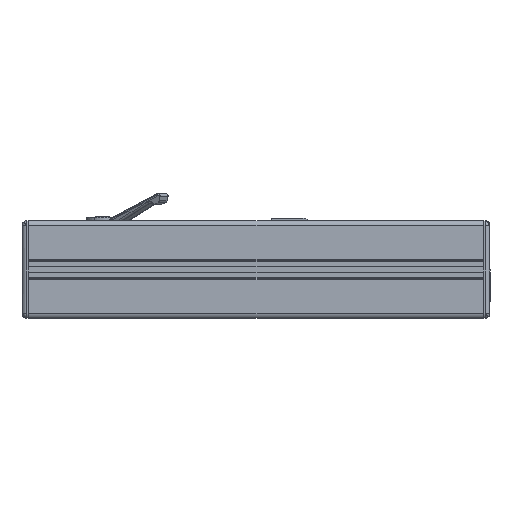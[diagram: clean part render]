
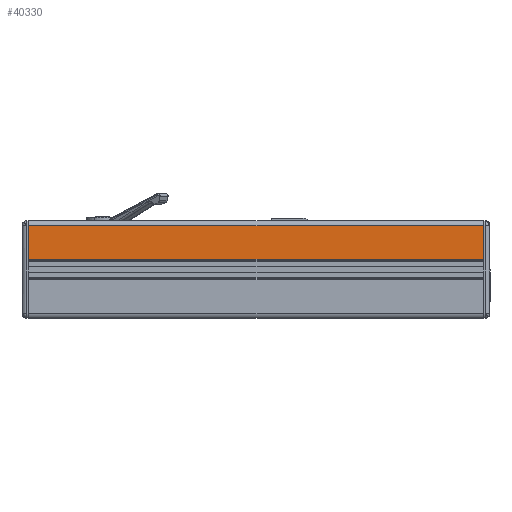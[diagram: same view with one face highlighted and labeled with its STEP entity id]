
A CAD part, front view. The second image highlights one B-rep face of the part: STEP entity #40330.
In plain terms, the highlighted planar face has unit normal (0, -1, 0).
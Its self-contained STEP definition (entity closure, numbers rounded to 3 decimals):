
#40318 = VERTEX_POINT ( 'NONE', #47843 ) ;
#40322 = EDGE_CURVE ( 'NONE', #40325, #40318, #47934, .T. ) ;
#40325 = VERTEX_POINT ( 'NONE', #47930 ) ;
#40330 = ADVANCED_FACE ( 'NONE', ( #47924 ), #47915, .T. ) ;
#40334 = EDGE_LOOP ( 'NONE', ( #40337, #40341, #40441, #40443 ) ) ;
#40337 = ORIENTED_EDGE ( 'NONE', *, *, #40338, .F. ) ;
#40338 = EDGE_CURVE ( 'NONE', #40339, #40318, #47909, .T. ) ;
#40339 = VERTEX_POINT ( 'NONE', #47903 ) ;
#40341 = ORIENTED_EDGE ( 'NONE', *, *, #40437, .F. ) ;
#40437 = EDGE_CURVE ( 'NONE', #40440, #40339, #48054, .T. ) ;
#40440 = VERTEX_POINT ( 'NONE', #48050 ) ;
#40441 = ORIENTED_EDGE ( 'NONE', *, *, #40442, .T. ) ;
#40442 = EDGE_CURVE ( 'NONE', #40440, #40325, #48047, .T. ) ;
#40443 = ORIENTED_EDGE ( 'NONE', *, *, #40322, .T. ) ;
#47843 = CARTESIAN_POINT ( 'NONE',  ( 1.063, -1.181, 0. ) ) ;
#47903 = CARTESIAN_POINT ( 'NONE',  ( 0.248, -1.181, 0. ) ) ;
#47905 = DIRECTION ( 'NONE',  ( 1., 0., 0. ) ) ;
#47907 = VECTOR ( 'NONE', #47905, 39.37 ) ;
#47908 = CARTESIAN_POINT ( 'NONE',  ( 1.063, -1.181, 0. ) ) ;
#47909 = LINE ( 'NONE', #47908, #47907 ) ;
#47910 = DIRECTION ( 'NONE',  ( 0., 0., -1. ) ) ;
#47911 = DIRECTION ( 'NONE',  ( 0., -1., 0. ) ) ;
#47912 = CARTESIAN_POINT ( 'NONE',  ( 1.063, -1.181, -11. ) ) ;
#47913 = AXIS2_PLACEMENT_3D ( 'NONE', #47912, #47911, #47910 ) ;
#47915 = PLANE ( 'NONE',  #47913 ) ;
#47924 = FACE_OUTER_BOUND ( 'NONE', #40334, .T. ) ;
#47930 = CARTESIAN_POINT ( 'NONE',  ( 1.063, -1.181, -11. ) ) ;
#47931 = DIRECTION ( 'NONE',  ( 0., 0., 1. ) ) ;
#47932 = VECTOR ( 'NONE', #47931, 39.37 ) ;
#47933 = CARTESIAN_POINT ( 'NONE',  ( 1.063, -1.181, -11. ) ) ;
#47934 = LINE ( 'NONE', #47933, #47932 ) ;
#48042 = DIRECTION ( 'NONE',  ( 1., 0., 0. ) ) ;
#48043 = VECTOR ( 'NONE', #48042, 39.37 ) ;
#48045 = CARTESIAN_POINT ( 'NONE',  ( 1.063, -1.181, -11. ) ) ;
#48047 = LINE ( 'NONE', #48045, #48043 ) ;
#48050 = CARTESIAN_POINT ( 'NONE',  ( 0.248, -1.181, -11. ) ) ;
#48051 = DIRECTION ( 'NONE',  ( 0., 0., 1. ) ) ;
#48052 = VECTOR ( 'NONE', #48051, 39.37 ) ;
#48053 = CARTESIAN_POINT ( 'NONE',  ( 0.248, -1.181, -11. ) ) ;
#48054 = LINE ( 'NONE', #48053, #48052 ) ;
